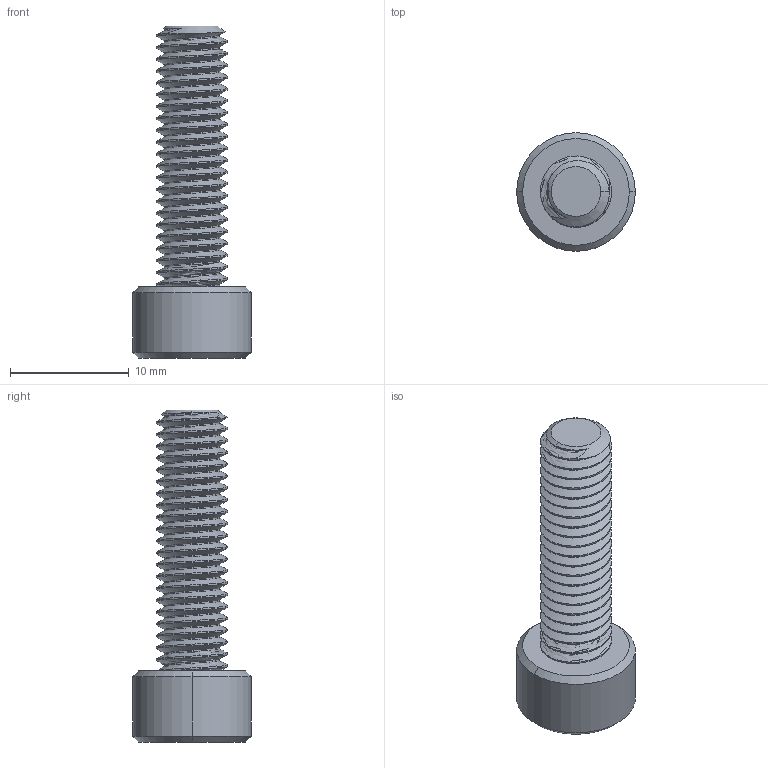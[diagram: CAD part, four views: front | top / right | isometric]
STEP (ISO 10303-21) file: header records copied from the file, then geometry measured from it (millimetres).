
FILE_DESCRIPTION (( 'STEP AP203' ), '1' );
FILE_NAME ('M6 x 1mm Thread 22mm LONG SOCKET HEAD CAP SCREW.STEP', '2017-05-03T01:06:24', ( '' ), ( '' ), 'SwSTEP 2.0', 'SolidWorks 2014', '' );
FILE_SCHEMA (( 'CONFIG_CONTROL_DESIGN' ));
Length unit declared in the file: millimetre
Products named in the file (1): M6 x 1mm Thread 22mm LONG SOCKET HEAD CAP SCREW
Bounding box: 10 x 10 x 28 mm (x, y, z)
Volume: 877.8 mm3; surface area: 1026.5 mm2
Topology: 1 solids, 1 shells, 116 faces, 320 edges, 208 vertices
Faces by surface type: cylinder 91, cone 13, plane 10, bspline 2
Entity records: 5889 total; most frequent: CARTESIAN_POINT 3408, ORIENTED_EDGE 640, DIRECTION 380, EDGE_CURVE 320, VERTEX_POINT 208, AXIS2_PLACEMENT_3D 136, EDGE_LOOP 118, ADVANCED_FACE 116
